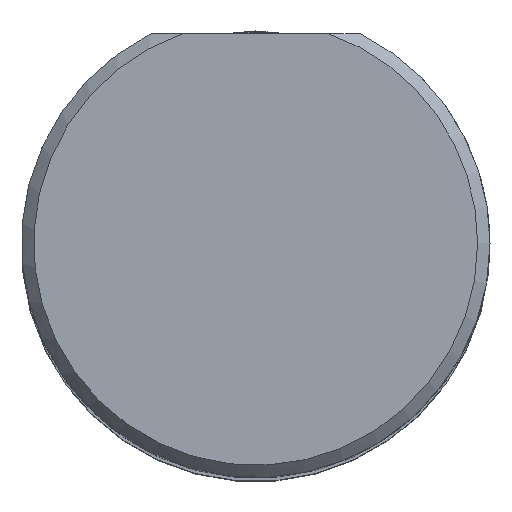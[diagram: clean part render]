
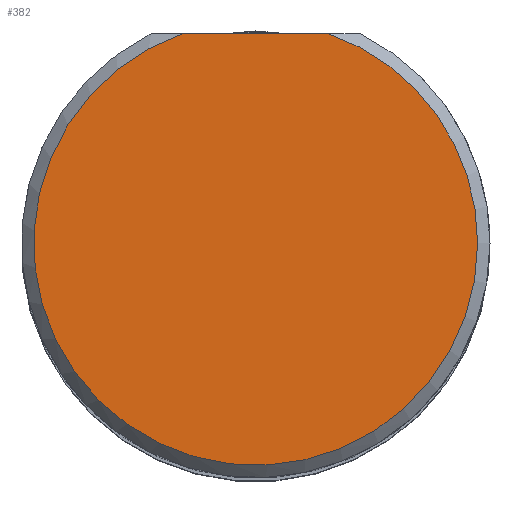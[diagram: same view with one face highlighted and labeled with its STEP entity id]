
A CAD part, top view. The second image highlights one B-rep face of the part: STEP entity #382.
In plain terms, the highlighted planar face has unit normal (0, 0, 1).
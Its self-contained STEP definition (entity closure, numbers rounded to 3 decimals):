
#101=CARTESIAN_POINT('',(-22.648,-1.165,31.795));
#102=VERTEX_POINT('',#101);
#136=CARTESIAN_POINT('',(-16.732,-1.165,31.795));
#137=VERTEX_POINT('',#136);
#151=CARTESIAN_POINT('',(-10.69,-9.665,31.795));
#152=VERTEX_POINT('',#151);
#153=CARTESIAN_POINT('',(-19.69,-9.665,31.795));
#154=DIRECTION('',(0.0,0.0,-1.0));
#155=DIRECTION('',(-1.0,0.0,0.0));
#156=AXIS2_PLACEMENT_3D('',#153,#154,#155);
#157=CIRCLE('',#156,9.0);
#158=EDGE_CURVE('',#137,#152,#157,.T.);
#160=CARTESIAN_POINT('',(-19.69,-9.665,31.795));
#161=DIRECTION('',(0.0,0.0,-1.0));
#162=DIRECTION('',(-1.0,0.0,0.0));
#163=AXIS2_PLACEMENT_3D('',#160,#161,#162);
#164=CIRCLE('',#163,9.0);
#165=EDGE_CURVE('',#152,#102,#164,.T.);
#360=CARTESIAN_POINT('',(-16.732,-1.165,31.795));
#361=DIRECTION('',(-1.0,0.0,0.0));
#362=VECTOR('',#361,5.916);
#363=LINE('',#360,#362);
#364=EDGE_CURVE('',#137,#102,#363,.T.);
#372=CARTESIAN_POINT('',(-19.69,-9.665,31.795));
#373=DIRECTION('',(0.0,0.0,-1.0));
#374=DIRECTION('',(-1.0,0.0,0.0));
#375=AXIS2_PLACEMENT_3D('',#372,#373,#374);
#376=PLANE('',#375);
#377=ORIENTED_EDGE('',*,*,#158,.F.);
#378=ORIENTED_EDGE('',*,*,#364,.T.);
#379=ORIENTED_EDGE('',*,*,#165,.F.);
#380=EDGE_LOOP('',(#377,#378,#379));
#381=FACE_OUTER_BOUND('',#380,.T.);
#382=ADVANCED_FACE('',(#381),#376,.F.);
